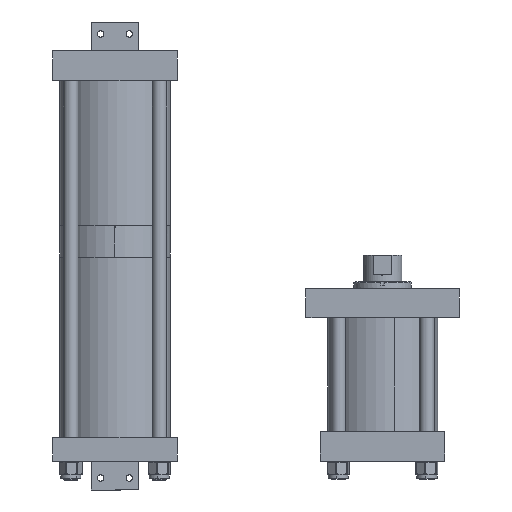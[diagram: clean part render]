
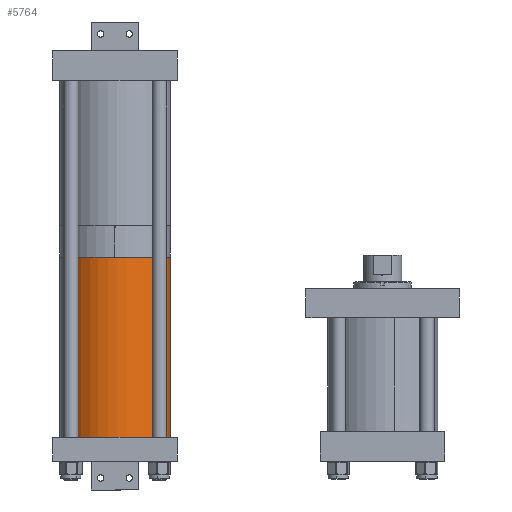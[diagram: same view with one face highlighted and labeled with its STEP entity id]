
A CAD part, front view. The second image highlights one B-rep face of the part: STEP entity #5764.
In plain terms, the highlighted cylindrical face has radius 73.025 mm (diameter 146.05 mm), a partial arc.
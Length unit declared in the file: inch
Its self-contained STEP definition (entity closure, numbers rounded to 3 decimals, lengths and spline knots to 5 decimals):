
#120 = CARTESIAN_POINT ( 'NONE',  ( 9.407, 0., -2.875 ) ) ;
#512 = DIRECTION ( 'NONE',  ( 1., 0., 0. ) ) ;
#607 = ORIENTED_EDGE ( 'NONE', *, *, #3487, .F. ) ;
#651 = AXIS2_PLACEMENT_3D ( 'NONE', #10860, #512, #10928 ) ;
#1355 = ORIENTED_EDGE ( 'NONE', *, *, #1955, .F. ) ;
#1431 = EDGE_CURVE ( 'NONE', #9967, #12399, #3462, .T. ) ;
#1613 = FACE_OUTER_BOUND ( 'NONE', #3078, .T. ) ;
#1955 = EDGE_CURVE ( 'NONE', #9481, #9955, #8007, .T. ) ;
#2142 = ORIENTED_EDGE ( 'NONE', *, *, #1431, .T. ) ;
#2787 = CARTESIAN_POINT ( 'NONE',  ( 9.407, 0., 2.875 ) ) ;
#2839 = CARTESIAN_POINT ( 'NONE',  ( 0., 0., 2.875 ) ) ;
#2871 = CYLINDRICAL_SURFACE ( 'NONE', #3250, 2.875 ) ;
#2928 = EDGE_CURVE ( 'NONE', #9481, #9967, #2984, .T. ) ;
#2984 = LINE ( 'NONE', #11822, #3280 ) ;
#3078 = EDGE_LOOP ( 'NONE', ( #1355, #8134, #2142, #607 ) ) ;
#3250 = AXIS2_PLACEMENT_3D ( 'NONE', #11714, #4903, #13722 ) ;
#3280 = VECTOR ( 'NONE', #5021, 39.37008 ) ;
#3462 = CIRCLE ( 'NONE', #651, 2.875 ) ;
#3487 = EDGE_CURVE ( 'NONE', #9955, #12399, #9627, .T. ) ;
#4867 = DIRECTION ( 'NONE',  ( 1., 0., 0. ) ) ;
#4903 = DIRECTION ( 'NONE',  ( -1., 0., 0. ) ) ;
#5021 = DIRECTION ( 'NONE',  ( -1., 0., 0. ) ) ;
#5764 = ADVANCED_FACE ( 'NONE', ( #1613 ), #2871, .T. ) ;
#5871 = AXIS2_PLACEMENT_3D ( 'NONE', #11680, #4867, #13688 ) ;
#7534 = CARTESIAN_POINT ( 'NONE',  ( 9.407, 0., 2.875 ) ) ;
#8007 = CIRCLE ( 'NONE', #5871, 2.875 ) ;
#8134 = ORIENTED_EDGE ( 'NONE', *, *, #2928, .T. ) ;
#9481 = VERTEX_POINT ( 'NONE', #120 ) ;
#9627 = LINE ( 'NONE', #2787, #12844 ) ;
#9955 = VERTEX_POINT ( 'NONE', #7534 ) ;
#9967 = VERTEX_POINT ( 'NONE', #14842 ) ;
#10860 = CARTESIAN_POINT ( 'NONE',  ( 0., 0., 0. ) ) ;
#10928 = DIRECTION ( 'NONE',  ( 0., 0., -1. ) ) ;
#11635 = DIRECTION ( 'NONE',  ( -1., 0., 0. ) ) ;
#11680 = CARTESIAN_POINT ( 'NONE',  ( 9.407, 0., 0. ) ) ;
#11714 = CARTESIAN_POINT ( 'NONE',  ( 9.407, 0., 0. ) ) ;
#11822 = CARTESIAN_POINT ( 'NONE',  ( 9.407, 0., -2.875 ) ) ;
#12399 = VERTEX_POINT ( 'NONE', #2839 ) ;
#12844 = VECTOR ( 'NONE', #11635, 39.37008 ) ;
#13688 = DIRECTION ( 'NONE',  ( 0., 0., -1. ) ) ;
#13722 = DIRECTION ( 'NONE',  ( 0., 0., 1. ) ) ;
#14842 = CARTESIAN_POINT ( 'NONE',  ( 0., 0., -2.875 ) ) ;
